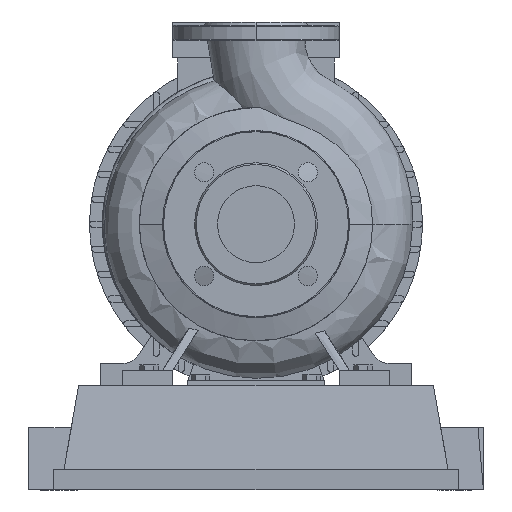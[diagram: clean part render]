
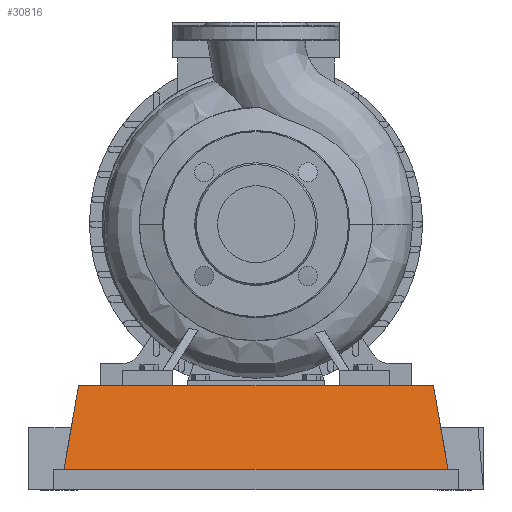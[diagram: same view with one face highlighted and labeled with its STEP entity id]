
A CAD part, left-side view. The second image highlights one B-rep face of the part: STEP entity #30816.
In plain terms, the highlighted planar face has unit normal (-0.985, 0, 0.174).
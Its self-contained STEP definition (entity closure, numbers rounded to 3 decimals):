
#28701=CARTESIAN_POINT('',(-65.,-190.,20.6));
#28702=VERTEX_POINT('',#28701);
#28709=CARTESIAN_POINT('',(-65.,190.0,20.6));
#28710=VERTEX_POINT('',#28709);
#28711=CARTESIAN_POINT('',(-65.,-190.,20.6));
#28712=DIRECTION('',(0.0,1.0,0.0));
#28713=VECTOR('',#28712,380.0);
#28714=LINE('',#28711,#28713);
#28715=EDGE_CURVE('',#28702,#28710,#28714,.T.);
#30550=CARTESIAN_POINT('',(-50.471,-175.471,103.0));
#30551=VERTEX_POINT('',#30550);
#30558=CARTESIAN_POINT('',(-65.,-190.,20.6));
#30559=DIRECTION('',(0.171,0.171,0.97));
#30560=VECTOR('',#30559,84.923);
#30561=LINE('',#30558,#30560);
#30562=EDGE_CURVE('',#28702,#30551,#30561,.T.);
#30793=CARTESIAN_POINT('',(-65.,-190.,20.6));
#30794=DIRECTION('',(-0.985,0.,0.174));
#30795=DIRECTION('',(0.0,-1.0,0.0));
#30796=AXIS2_PLACEMENT_3D('',#30793,#30794,#30795);
#30797=PLANE('',#30796);
#30798=CARTESIAN_POINT('',(-50.471,175.471,103.0));
#30799=VERTEX_POINT('',#30798);
#30800=CARTESIAN_POINT('',(-50.471,-175.471,103.0));
#30801=DIRECTION('',(0.0,1.0,0.0));
#30802=VECTOR('',#30801,350.941);
#30803=LINE('',#30800,#30802);
#30804=EDGE_CURVE('',#30551,#30799,#30803,.T.);
#30805=ORIENTED_EDGE('',*,*,#30804,.T.);
#30806=CARTESIAN_POINT('',(-65.,190.0,20.6));
#30807=DIRECTION('',(0.171,-0.171,0.97));
#30808=VECTOR('',#30807,84.923);
#30809=LINE('',#30806,#30808);
#30810=EDGE_CURVE('',#28710,#30799,#30809,.T.);
#30811=ORIENTED_EDGE('',*,*,#30810,.F.);
#30812=ORIENTED_EDGE('',*,*,#28715,.F.);
#30813=ORIENTED_EDGE('',*,*,#30562,.T.);
#30814=EDGE_LOOP('',(#30805,#30811,#30812,#30813));
#30815=FACE_OUTER_BOUND('',#30814,.T.);
#30816=ADVANCED_FACE('',(#30815),#30797,.T.);
